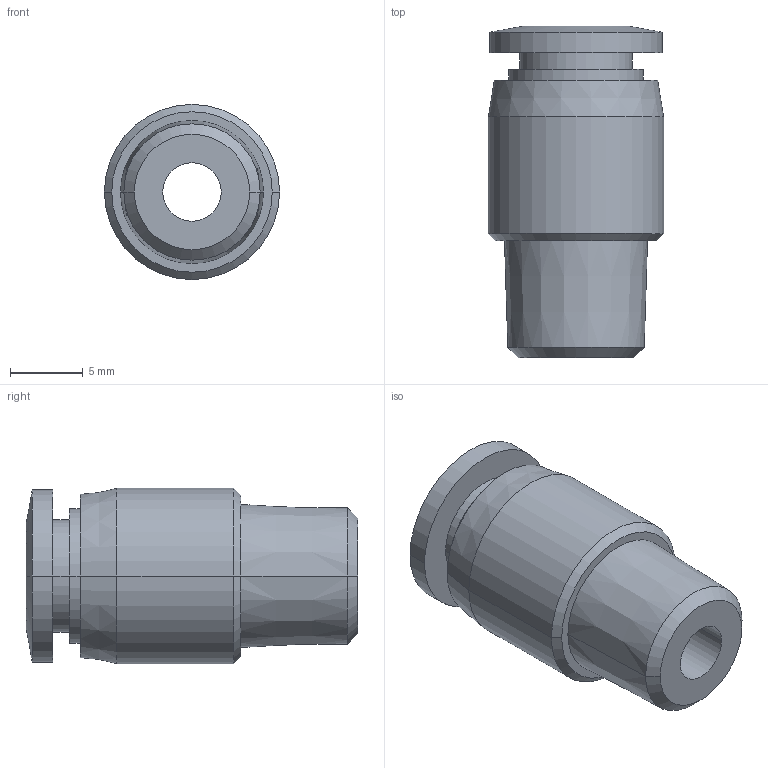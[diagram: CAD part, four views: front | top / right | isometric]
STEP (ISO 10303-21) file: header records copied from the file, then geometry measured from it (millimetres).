
FILE_DESCRIPTION (( 'STEP AP214' ), '1' );
FILE_NAME ('MSR6M-18R.step', '2016-02-24T20:45:21', ( '' ), ( '' ), 'SwSTEP 2.0', 'SolidWorks 2015', '' );
FILE_SCHEMA (( 'AUTOMOTIVE_DESIGN' ));
Length unit declared in the file: inch
Products named in the file (1): MSR6M-18R
Bounding box: 12 x 22.7 x 12 mm (x, y, z)
Volume: 1482.3 mm3; surface area: 1437.6 mm2
Topology: 1 solids, 1 shells, 31 faces, 64 edges, 40 vertices
Faces by surface type: cylinder 12, cone 10, plane 7, bspline 2
Entity records: 1303 total; most frequent: CARTESIAN_POINT 172, DIRECTION 162, ORIENTED_EDGE 128, AXIS2_PLACEMENT_3D 70, EDGE_CURVE 64, CIRCLE 40, VERTEX_POINT 40, EDGE_LOOP 38
